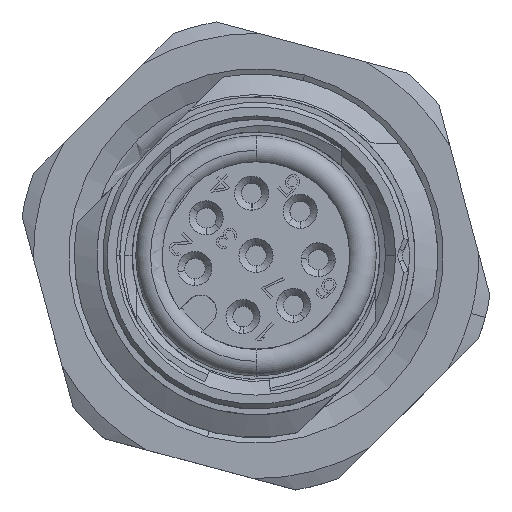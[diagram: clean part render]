
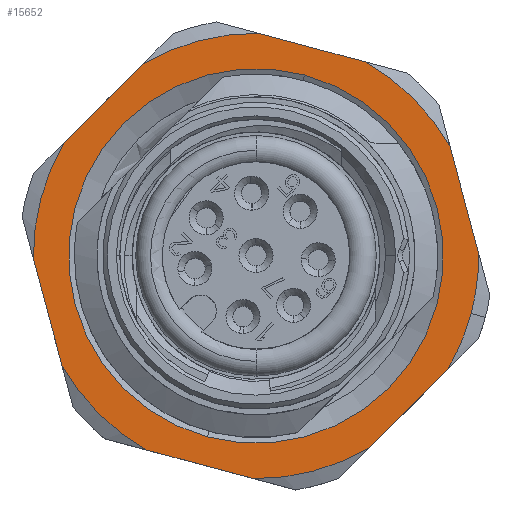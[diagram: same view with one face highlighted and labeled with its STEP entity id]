
A CAD part, top view. The second image highlights one B-rep face of the part: STEP entity #15652.
In plain terms, the highlighted planar face has unit normal (0, 0, 1).
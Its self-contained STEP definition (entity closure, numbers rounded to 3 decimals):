
#2696=VECTOR('',#18828,1.);
#2697=VECTOR('',#18831,1.);
#2698=VECTOR('',#18834,1.);
#2699=VECTOR('',#18837,1.);
#2700=VECTOR('',#18840,1.);
#2701=VECTOR('',#18843,1.);
#4087=LINE('',#50023,#2696);
#4088=LINE('',#50028,#2697);
#4089=LINE('',#50032,#2698);
#4090=LINE('',#50036,#2699);
#4091=LINE('',#50040,#2700);
#4092=LINE('',#50044,#2701);
#5625=VERTEX_POINT('',#50024);
#5626=VERTEX_POINT('',#50025);
#5627=VERTEX_POINT('',#50027);
#5628=VERTEX_POINT('',#50029);
#5629=VERTEX_POINT('',#50031);
#5630=VERTEX_POINT('',#50033);
#5631=VERTEX_POINT('',#50035);
#5632=VERTEX_POINT('',#50037);
#5633=VERTEX_POINT('',#50039);
#5634=VERTEX_POINT('',#50041);
#5635=VERTEX_POINT('',#50043);
#5636=VERTEX_POINT('',#50045);
#5637=VERTEX_POINT('',#50047);
#5638=VERTEX_POINT('',#50050);
#5639=VERTEX_POINT('',#50051);
#5882=CIRCLE('',#16403,9.807);
#5883=CIRCLE('',#16404,9.807);
#5884=CIRCLE('',#16405,9.807);
#5885=CIRCLE('',#16406,9.807);
#5886=CIRCLE('',#16407,9.807);
#5887=CIRCLE('',#16408,9.807);
#5888=CIRCLE('',#16409,9.807);
#5889=CIRCLE('',#16410,8.25);
#5890=CIRCLE('',#16411,8.25);
#8200=EDGE_CURVE('',#5625,#5626,#4087,.F.);
#8201=EDGE_CURVE('',#5627,#5625,#5882,.F.);
#8202=EDGE_CURVE('',#5628,#5627,#4088,.F.);
#8203=EDGE_CURVE('',#5629,#5628,#5883,.F.);
#8204=EDGE_CURVE('',#5630,#5629,#4089,.F.);
#8205=EDGE_CURVE('',#5630,#5631,#5884,.T.);
#8206=EDGE_CURVE('',#5632,#5631,#4090,.F.);
#8207=EDGE_CURVE('',#5633,#5632,#5885,.F.);
#8208=EDGE_CURVE('',#5634,#5633,#4091,.F.);
#8209=EDGE_CURVE('',#5635,#5634,#5886,.F.);
#8210=EDGE_CURVE('',#5636,#5635,#4092,.F.);
#8211=EDGE_CURVE('',#5636,#5637,#5887,.T.);
#8212=EDGE_CURVE('',#5637,#5626,#5888,.T.);
#8213=EDGE_CURVE('',#5638,#5639,#5889,.T.);
#8214=EDGE_CURVE('',#5638,#5639,#5890,.F.);
#12851=ORIENTED_EDGE('',*,*,#8200,.F.);
#12852=ORIENTED_EDGE('',*,*,#8201,.F.);
#12853=ORIENTED_EDGE('',*,*,#8202,.F.);
#12854=ORIENTED_EDGE('',*,*,#8203,.F.);
#12855=ORIENTED_EDGE('',*,*,#8204,.F.);
#12856=ORIENTED_EDGE('',*,*,#8205,.T.);
#12857=ORIENTED_EDGE('',*,*,#8206,.F.);
#12858=ORIENTED_EDGE('',*,*,#8207,.F.);
#12859=ORIENTED_EDGE('',*,*,#8208,.F.);
#12860=ORIENTED_EDGE('',*,*,#8209,.F.);
#12861=ORIENTED_EDGE('',*,*,#8210,.F.);
#12862=ORIENTED_EDGE('',*,*,#8211,.T.);
#12863=ORIENTED_EDGE('',*,*,#8212,.T.);
#12864=ORIENTED_EDGE('',*,*,#8213,.F.);
#12865=ORIENTED_EDGE('',*,*,#8214,.T.);
#13872=EDGE_LOOP('',(#12851,#12852,#12853,#12854,#12855,#12856,#12857,#12858,
#12859,#12860,#12861,#12862,#12863));
#13873=EDGE_LOOP('',(#12864,#12865));
#14780=FACE_BOUND('',#13872,.T.);
#14781=FACE_BOUND('',#13873,.T.);
#15652=ADVANCED_FACE('',(#14780,#14781),#50628,.F.);
#16402=AXIS2_PLACEMENT_3D('',#50022,#18827,$);
#16403=AXIS2_PLACEMENT_3D('',#50026,#18829,#18830);
#16404=AXIS2_PLACEMENT_3D('',#50030,#18832,#18833);
#16405=AXIS2_PLACEMENT_3D('',#50034,#18835,#18836);
#16406=AXIS2_PLACEMENT_3D('',#50038,#18838,#18839);
#16407=AXIS2_PLACEMENT_3D('',#50042,#18841,#18842);
#16408=AXIS2_PLACEMENT_3D('',#50046,#18844,#18845);
#16409=AXIS2_PLACEMENT_3D('',#50048,#18846,#18847);
#16410=AXIS2_PLACEMENT_3D('',#50049,#18848,#18849);
#16411=AXIS2_PLACEMENT_3D('',#50052,#18850,#18851);
#18827=DIRECTION('',(0.,0.,-1.));
#18828=DIRECTION('',(-0.5,0.866,0.));
#18829=DIRECTION('',(0.,0.,1.));
#18830=DIRECTION('',(9.807,0.,0.));
#18831=DIRECTION('',(-1.,0.,0.));
#18832=DIRECTION('',(0.,0.,1.));
#18833=DIRECTION('',(9.807,0.,0.));
#18834=DIRECTION('',(-0.5,-0.866,0.));
#18835=DIRECTION('',(0.,0.,1.));
#18836=DIRECTION('',(9.807,0.,0.));
#18837=DIRECTION('',(0.5,-0.866,0.));
#18838=DIRECTION('',(0.,0.,1.));
#18839=DIRECTION('',(9.807,0.,0.));
#18840=DIRECTION('',(1.,0.,0.));
#18841=DIRECTION('',(0.,0.,1.));
#18842=DIRECTION('',(9.807,0.,0.));
#18843=DIRECTION('',(0.5,0.866,0.));
#18844=DIRECTION('',(0.,0.,1.));
#18845=DIRECTION('',(9.807,0.,0.));
#18846=DIRECTION('',(0.,0.,1.));
#18847=DIRECTION('',(9.807,0.,0.));
#18848=DIRECTION('',(0.,0.,1.));
#18849=DIRECTION('',(0.,8.25,0.));
#18850=DIRECTION('',(0.,0.,1.));
#18851=DIRECTION('',(0.,8.25,0.));
#50022=CARTESIAN_POINT('',(0.,0.,0.));
#50023=CARTESIAN_POINT('',(7.139,6.635,0.));
#50024=CARTESIAN_POINT('',(7.011,6.857,0.));
#50025=CARTESIAN_POINT('',(9.444,2.643,0.));
#50026=CARTESIAN_POINT('',(0.,0.,0.));
#50027=CARTESIAN_POINT('',(2.433,9.5,0.));
#50028=CARTESIAN_POINT('',(-2.177,9.5,0.));
#50029=CARTESIAN_POINT('',(-2.433,9.5,0.));
#50030=CARTESIAN_POINT('',(0.,0.,0.));
#50031=CARTESIAN_POINT('',(-7.011,6.857,0.));
#50032=CARTESIAN_POINT('',(-9.316,2.865,0.));
#50033=CARTESIAN_POINT('',(-9.444,2.643,0.));
#50034=CARTESIAN_POINT('',(0.,0.,0.));
#50035=CARTESIAN_POINT('',(-9.444,-2.643,0.));
#50036=CARTESIAN_POINT('',(-7.139,-6.635,0.));
#50037=CARTESIAN_POINT('',(-7.011,-6.857,0.));
#50038=CARTESIAN_POINT('',(0.,0.,0.));
#50039=CARTESIAN_POINT('',(-2.433,-9.5,0.));
#50040=CARTESIAN_POINT('',(2.177,-9.5,0.));
#50041=CARTESIAN_POINT('',(2.433,-9.5,0.));
#50042=CARTESIAN_POINT('',(0.,0.,0.));
#50043=CARTESIAN_POINT('',(7.011,-6.857,0.));
#50044=CARTESIAN_POINT('',(9.316,-2.865,0.));
#50045=CARTESIAN_POINT('',(9.444,-2.643,0.));
#50046=CARTESIAN_POINT('',(0.,0.,0.));
#50047=CARTESIAN_POINT('',(9.807,0.,0.));
#50048=CARTESIAN_POINT('',(0.,0.,0.));
#50049=CARTESIAN_POINT('',(0.,0.,0.));
#50050=CARTESIAN_POINT('',(0.,8.25,0.));
#50051=CARTESIAN_POINT('',(0.,-8.25,0.));
#50052=CARTESIAN_POINT('',(0.,0.,0.));
#50628=PLANE('',#16402);
